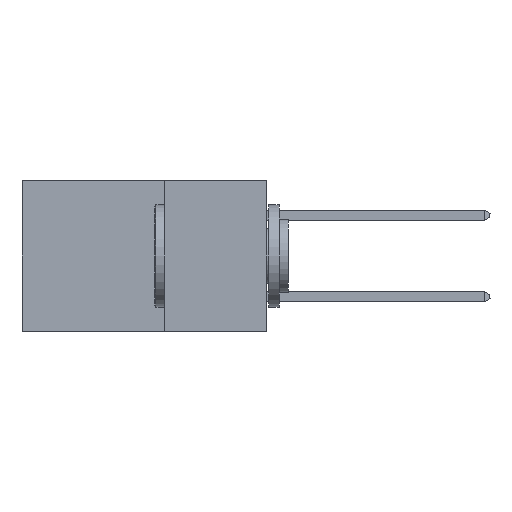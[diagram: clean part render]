
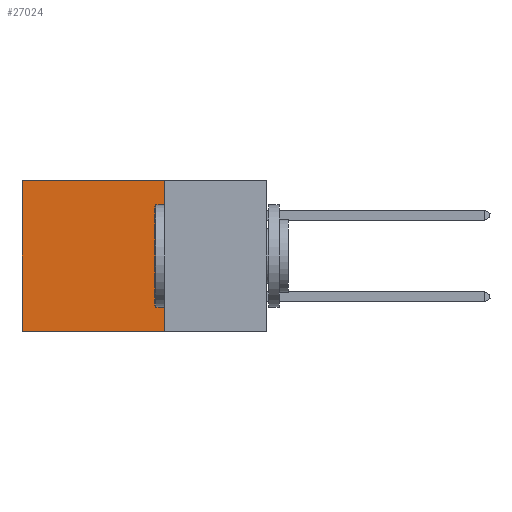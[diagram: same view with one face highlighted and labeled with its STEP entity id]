
A CAD part, left-side view. The second image highlights one B-rep face of the part: STEP entity #27024.
In plain terms, the highlighted planar face has unit normal (-1, 0, 0).
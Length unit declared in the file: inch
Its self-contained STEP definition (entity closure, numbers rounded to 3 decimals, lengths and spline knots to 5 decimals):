
#38 = VECTOR ( 'NONE', #18983, 39.37008 ) ;
#1652 = VERTEX_POINT ( 'NONE', #7121 ) ;
#2429 = LINE ( 'NONE', #15809, #38 ) ;
#2601 = DIRECTION ( 'NONE',  ( 0., 0., -1. ) ) ;
#6461 = VECTOR ( 'NONE', #7367, 39.37008 ) ;
#7121 = CARTESIAN_POINT ( 'NONE',  ( 0.2875, 0.6, 0. ) ) ;
#7367 = DIRECTION ( 'NONE',  ( 0., 0., -1. ) ) ;
#7417 = FACE_OUTER_BOUND ( 'NONE', #21285, .T. ) ;
#7428 = LINE ( 'NONE', #13324, #6461 ) ;
#8419 = VERTEX_POINT ( 'NONE', #39025 ) ;
#8939 = ORIENTED_EDGE ( 'NONE', *, *, #37249, .T. ) ;
#10721 = CARTESIAN_POINT ( 'NONE',  ( 0.2875, 0.6, -0.37 ) ) ;
#11397 = LINE ( 'NONE', #20555, #32421 ) ;
#12002 = CARTESIAN_POINT ( 'NONE',  ( 0.2875, 0.25, 0. ) ) ;
#13324 = CARTESIAN_POINT ( 'NONE',  ( 0.2875, 0.6, 0. ) ) ;
#13865 = CARTESIAN_POINT ( 'NONE',  ( 0.2875, 0.25, 0. ) ) ;
#14092 = EDGE_CURVE ( 'NONE', #17782, #1652, #11397, .T. ) ;
#14851 = ORIENTED_EDGE ( 'NONE', *, *, #14092, .T. ) ;
#15809 = CARTESIAN_POINT ( 'NONE',  ( 0.2875, 0.25, -0.37 ) ) ;
#16901 = CARTESIAN_POINT ( 'NONE',  ( 0.2875, 0.25, 0. ) ) ;
#17782 = VERTEX_POINT ( 'NONE', #12002 ) ;
#18978 = ORIENTED_EDGE ( 'NONE', *, *, #37847, .F. ) ;
#18983 = DIRECTION ( 'NONE',  ( 0., 1., 0. ) ) ;
#19489 = AXIS2_PLACEMENT_3D ( 'NONE', #13865, #36037, #2601 ) ;
#20555 = CARTESIAN_POINT ( 'NONE',  ( 0.2875, 0.25, 0. ) ) ;
#21285 = EDGE_LOOP ( 'NONE', ( #8939, #38042, #18978, #14851 ) ) ;
#27024 = ADVANCED_FACE ( 'NONE', ( #7417 ), #29891, .F. ) ;
#29176 = DIRECTION ( 'NONE',  ( 0., 0., -1. ) ) ;
#29891 = PLANE ( 'NONE',  #19489 ) ;
#30073 = DIRECTION ( 'NONE',  ( 0., 1., 0. ) ) ;
#32421 = VECTOR ( 'NONE', #30073, 39.37008 ) ;
#33802 = EDGE_CURVE ( 'NONE', #8419, #37811, #2429, .T. ) ;
#36037 = DIRECTION ( 'NONE',  ( 1., 0., 0. ) ) ;
#36104 = VECTOR ( 'NONE', #29176, 39.37008 ) ;
#37249 = EDGE_CURVE ( 'NONE', #1652, #37811, #7428, .T. ) ;
#37811 = VERTEX_POINT ( 'NONE', #10721 ) ;
#37847 = EDGE_CURVE ( 'NONE', #17782, #8419, #39443, .T. ) ;
#38042 = ORIENTED_EDGE ( 'NONE', *, *, #33802, .F. ) ;
#39025 = CARTESIAN_POINT ( 'NONE',  ( 0.2875, 0.25, -0.37 ) ) ;
#39443 = LINE ( 'NONE', #16901, #36104 ) ;
